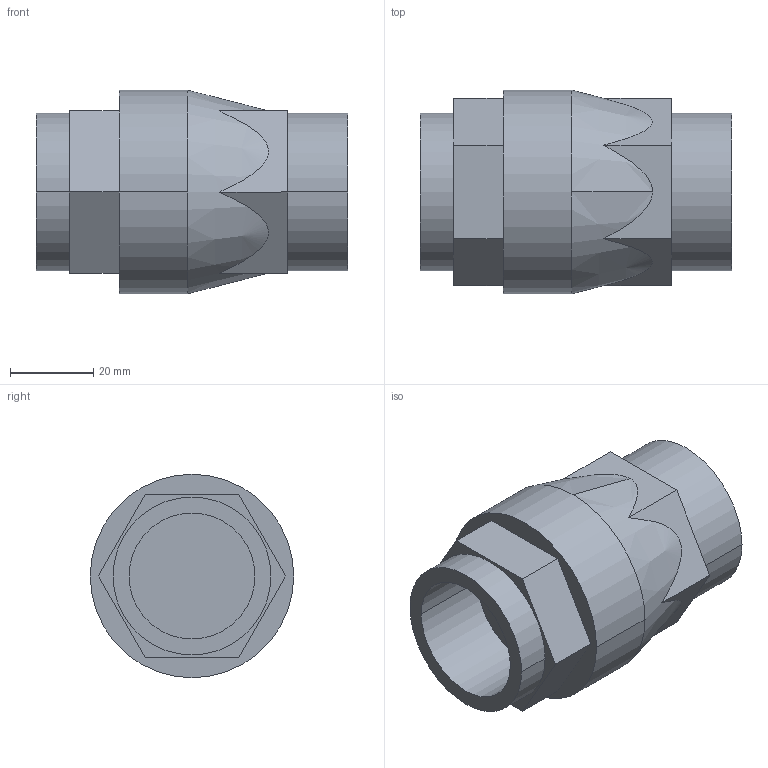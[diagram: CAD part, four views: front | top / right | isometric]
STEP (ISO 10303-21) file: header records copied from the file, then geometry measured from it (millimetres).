
FILE_DESCRIPTION(('Creo Elements/Direct Modeling STEP Export'),'2;1');
FILE_NAME('10000106.stp','2021-05-24T 9:11:23',(''),(''),'Creo Elements/Direct Modeling STEP processor for AP214 (Solid Model)','Creo Elements/Direct Modeling 20.1D 10-Oct-2020 (C) Parametric Technology GmbH','');
FILE_SCHEMA(('AUTOMOTIVE_DESIGN { 1 0 10303 214 1 1 1 1 }'));
Length unit declared in the file: millimetre
Products named in the file (2): 10000106
Assembly tree (1 placements, depth 2):
  10000106
    10000106
Bounding box: 75 x 49 x 49 mm (x, y, z)
Volume: 81011.5 mm3; surface area: 17128.3 mm2
Topology: 1 solids, 1 shells, 31 faces, 72 edges, 48 vertices
Faces by surface type: plane 19, cylinder 10, cone 2
Entity records: 859 total; most frequent: CARTESIAN_POINT 151, ORIENTED_EDGE 144, DIRECTION 128, EDGE_CURVE 72, VERTEX_POINT 48, AXIS2_PLACEMENT_3D 43, VECTOR 42, LINE 42
